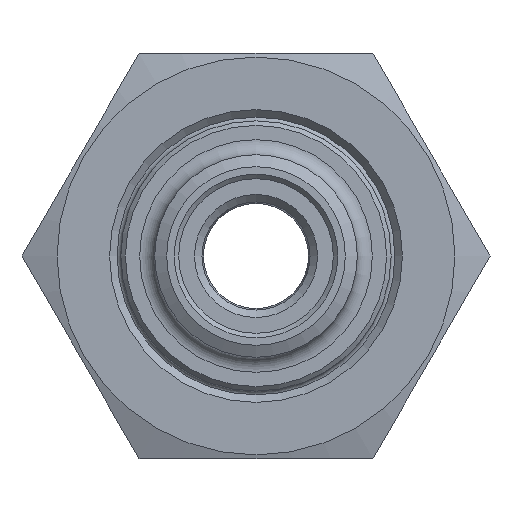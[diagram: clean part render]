
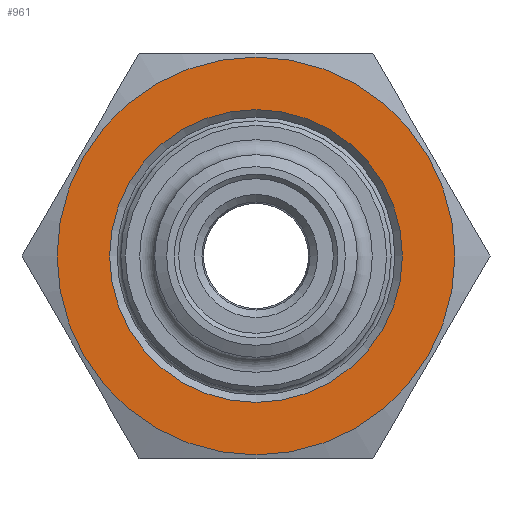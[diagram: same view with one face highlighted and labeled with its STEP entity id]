
A CAD part, left-side view. The second image highlights one B-rep face of the part: STEP entity #961.
In plain terms, the highlighted planar face has unit normal (-1, 0, 0).
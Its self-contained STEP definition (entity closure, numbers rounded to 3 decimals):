
#68=FACE_BOUND('',#189,.T.);
#84=PLANE('',#1106);
#124=FACE_OUTER_BOUND('',#188,.T.);
#188=EDGE_LOOP('',(#699));
#189=EDGE_LOOP('',(#700));
#340=CIRCLE('',#1096,13.25);
#341=CIRCLE('',#1101,9.75);
#430=VERTEX_POINT('',#1649);
#431=VERTEX_POINT('',#1660);
#526=EDGE_CURVE('',#430,#430,#340,.T.);
#531=EDGE_CURVE('',#431,#431,#341,.T.);
#699=ORIENTED_EDGE('',*,*,#526,.T.);
#700=ORIENTED_EDGE('',*,*,#531,.F.);
#961=ADVANCED_FACE('',(#124,#68),#84,.T.);
#1096=AXIS2_PLACEMENT_3D('',#1651,#1264,#1265);
#1101=AXIS2_PLACEMENT_3D('',#1661,#1278,#1279);
#1106=AXIS2_PLACEMENT_3D('',#1671,#1290,#1291);
#1264=DIRECTION('center_axis',(-1.,0.,0.));
#1265=DIRECTION('ref_axis',(0.,1.,0.));
#1278=DIRECTION('center_axis',(-1.,0.,0.));
#1279=DIRECTION('ref_axis',(0.,0.,-1.));
#1290=DIRECTION('center_axis',(-1.,0.,0.));
#1291=DIRECTION('ref_axis',(0.,0.,1.));
#1649=CARTESIAN_POINT('',(-14.5,-13.25,0.));
#1651=CARTESIAN_POINT('Origin',(-14.5,0.,0.));
#1660=CARTESIAN_POINT('',(-14.5,0.,9.75));
#1661=CARTESIAN_POINT('Origin',(-14.5,0.,0.));
#1671=CARTESIAN_POINT('Origin',(-14.5,0.,0.));
